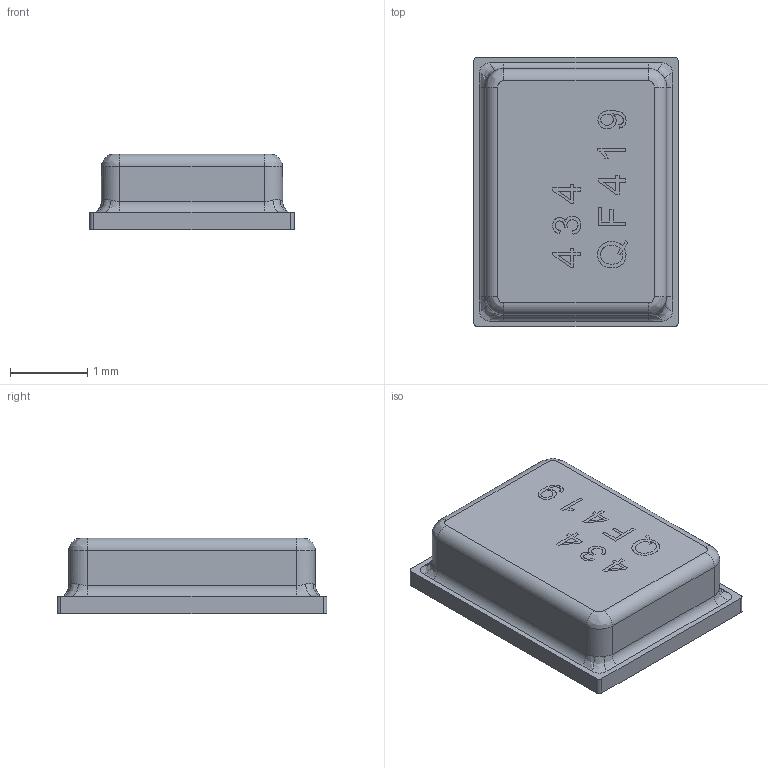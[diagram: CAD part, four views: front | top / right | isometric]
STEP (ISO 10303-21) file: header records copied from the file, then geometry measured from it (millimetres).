
FILE_DESCRIPTION(/* description */ (''),/* implementation_level */ '2;1');
FILE_NAME(/* name */ 'TDK - ICS-43434.step',/* time_stamp */ '2020-04-17T14:39:26+01:00',/* author */ (''),/* organization */ (''),/* preprocessor_version */ 'ST-DEVELOPER v18.1',/* originating_system */ 'Autodesk Translation Framework v9.2.0.1227',/* authorisation */ '');
FILE_SCHEMA (('AUTOMOTIVE_DESIGN { 1 0 10303 214 3 1 1 }'));
Length unit declared in the file: millimetre
Products named in the file (1): TDK - ICS-43434
Bounding box: 2.65 x 3.5 x 0.98 mm (x, y, z)
Volume: 7.6 mm3; surface area: 28.9 mm2
Topology: 1 solids, 1 shells, 87 faces, 321 edges, 258 vertices
Faces by surface type: plane 52, cylinder 19, bspline 16
Full cylindrical faces by diameter (mm): 0.375 x1, 1.025 x1, 1.625 x1
Entity records: 4084 total; most frequent: CARTESIAN_POINT 1327, ORIENTED_EDGE 642, DIRECTION 418, EDGE_CURVE 321, VERTEX_POINT 258, LINE 174, VECTOR 174, AXIS2_PLACEMENT_3D 122
